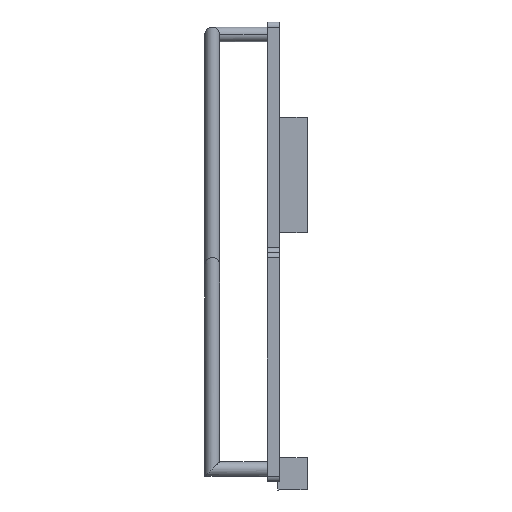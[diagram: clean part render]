
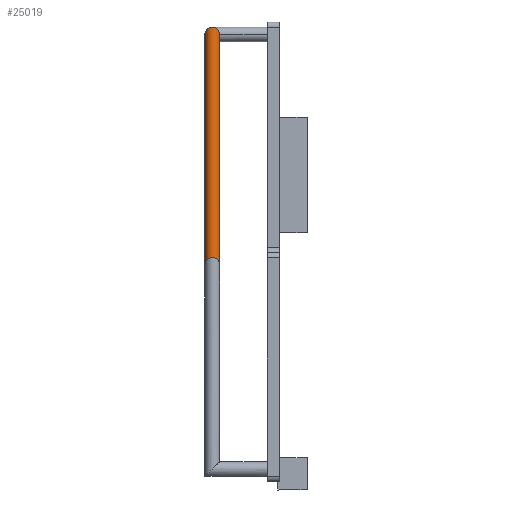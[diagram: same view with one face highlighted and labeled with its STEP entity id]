
A CAD part, left-side view. The second image highlights one B-rep face of the part: STEP entity #25019.
In plain terms, the highlighted cylindrical face has radius 3.505 mm (diameter 7.01 mm), a partial arc.
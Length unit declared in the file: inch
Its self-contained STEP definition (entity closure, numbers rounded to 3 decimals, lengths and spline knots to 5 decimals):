
#1954=CARTESIAN_POINT('',(-4.252,1.43683,8.607));
#1955=CARTESIAN_POINT('',(-4.25625,1.43683,8.61125));
#1956=CARTESIAN_POINT('',(-4.26468,1.43722,8.61968));
#1957=CARTESIAN_POINT('',(-4.27714,1.43894,8.63214));
#1958=CARTESIAN_POINT('',(-4.28923,1.44175,8.64423));
#1959=CARTESIAN_POINT('',(-4.30084,1.44557,8.65584));
#1960=CARTESIAN_POINT('',(-4.31192,1.45032,8.66692));
#1961=CARTESIAN_POINT('',(-4.32234,1.45591,8.67734));
#1962=CARTESIAN_POINT('',(-4.33197,1.46217,8.68697));
#1963=CARTESIAN_POINT('',(-4.34079,1.46899,8.69579));
#1964=CARTESIAN_POINT('',(-4.3488,1.47628,8.7038));
#1965=CARTESIAN_POINT('',(-4.35599,1.48391,8.71099));
#1966=CARTESIAN_POINT('',(-4.36237,1.49179,8.71737));
#1967=CARTESIAN_POINT('',(-4.36802,1.4999,8.72302));
#1968=CARTESIAN_POINT('',(-4.37294,1.50814,8.72794));
#1969=CARTESIAN_POINT('',(-4.37716,1.51646,8.73216));
#1970=CARTESIAN_POINT('',(-4.38071,1.52479,8.73571));
#1971=CARTESIAN_POINT('',(-4.38365,1.53315,8.73865));
#1972=CARTESIAN_POINT('',(-4.38601,1.54149,8.74101));
#1973=CARTESIAN_POINT('',(-4.38781,1.54985,8.74281));
#1974=CARTESIAN_POINT('',(-4.38908,1.55817,8.74408));
#1975=CARTESIAN_POINT('',(-4.38983,1.56651,8.74483));
#1976=CARTESIAN_POINT('',(-4.39008,1.57483,8.74508));
#1977=CARTESIAN_POINT('',(-4.38983,1.58314,8.74483));
#1978=CARTESIAN_POINT('',(-4.38908,1.59148,8.74408));
#1979=CARTESIAN_POINT('',(-4.38781,1.5998,8.74281));
#1980=CARTESIAN_POINT('',(-4.38601,1.60816,8.74101));
#1981=CARTESIAN_POINT('',(-4.38365,1.6165,8.73865));
#1982=CARTESIAN_POINT('',(-4.38071,1.62487,8.73571));
#1983=CARTESIAN_POINT('',(-4.37716,1.63319,8.73216));
#1984=CARTESIAN_POINT('',(-4.37294,1.64151,8.72794));
#1985=CARTESIAN_POINT('',(-4.36802,1.64975,8.72302));
#1986=CARTESIAN_POINT('',(-4.36237,1.65786,8.71737));
#1987=CARTESIAN_POINT('',(-4.35599,1.66574,8.71099));
#1988=CARTESIAN_POINT('',(-4.3488,1.67337,8.7038));
#1989=CARTESIAN_POINT('',(-4.34079,1.68066,8.69579));
#1990=CARTESIAN_POINT('',(-4.33197,1.68748,8.68697));
#1991=CARTESIAN_POINT('',(-4.32234,1.69374,8.67734));
#1992=CARTESIAN_POINT('',(-4.31192,1.69933,8.66692));
#1993=CARTESIAN_POINT('',(-4.30084,1.70408,8.65584));
#1994=CARTESIAN_POINT('',(-4.28923,1.7079,8.64423));
#1995=CARTESIAN_POINT('',(-4.27714,1.71071,8.63214));
#1996=CARTESIAN_POINT('',(-4.26468,1.71244,8.61968));
#1997=CARTESIAN_POINT('',(-4.25625,1.71283,8.61125));
#1998=CARTESIAN_POINT('',(-4.252,1.71283,8.607));
#2000=DIRECTION('',(0.,0.,-1.));
#2001=VECTOR('',#2000,4.354);
#2002=CARTESIAN_POINT('',(-4.252,1.43683,8.607));
#2003=LINE('',#2002,#2001);
#2050=DIRECTION('',(0.,0.,-1.));
#2051=VECTOR('',#2050,4.354);
#2052=CARTESIAN_POINT('',(-4.252,1.71283,8.607));
#2053=LINE('',#2052,#2051);
#2104=CARTESIAN_POINT('',(-4.252,1.43683,4.253));
#2105=CARTESIAN_POINT('',(-4.25625,1.43683,4.25725));
#2106=CARTESIAN_POINT('',(-4.2647,1.43722,4.2657));
#2107=CARTESIAN_POINT('',(-4.27721,1.43895,4.27821));
#2108=CARTESIAN_POINT('',(-4.28939,1.4418,4.29039));
#2109=CARTESIAN_POINT('',(-4.30109,1.44566,4.30209));
#2110=CARTESIAN_POINT('',(-4.31218,1.45045,4.31318));
#2111=CARTESIAN_POINT('',(-4.32256,1.45604,4.32356));
#2112=CARTESIAN_POINT('',(-4.33217,1.46231,4.33317));
#2113=CARTESIAN_POINT('',(-4.34099,1.46916,4.34199));
#2114=CARTESIAN_POINT('',(-4.34897,1.47645,4.34997));
#2115=CARTESIAN_POINT('',(-4.35616,1.4841,4.35716));
#2116=CARTESIAN_POINT('',(-4.36253,1.49199,4.36353));
#2117=CARTESIAN_POINT('',(-4.36814,1.50009,4.36914));
#2118=CARTESIAN_POINT('',(-4.37302,1.50828,4.37402));
#2119=CARTESIAN_POINT('',(-4.37721,1.51657,4.37821));
#2120=CARTESIAN_POINT('',(-4.38075,1.52488,4.38175));
#2121=CARTESIAN_POINT('',(-4.38368,1.53322,4.38468));
#2122=CARTESIAN_POINT('',(-4.38602,1.54155,4.38702));
#2123=CARTESIAN_POINT('',(-4.38781,1.54987,4.38881));
#2124=CARTESIAN_POINT('',(-4.38908,1.55821,4.39008));
#2125=CARTESIAN_POINT('',(-4.38983,1.56651,4.39083));
#2126=CARTESIAN_POINT('',(-4.39008,1.57483,4.39108));
#2127=CARTESIAN_POINT('',(-4.38983,1.58315,4.39083));
#2128=CARTESIAN_POINT('',(-4.38908,1.59144,4.39008));
#2129=CARTESIAN_POINT('',(-4.38781,1.59978,4.38881));
#2130=CARTESIAN_POINT('',(-4.38602,1.6081,4.38702));
#2131=CARTESIAN_POINT('',(-4.38367,1.61643,4.38467));
#2132=CARTESIAN_POINT('',(-4.38075,1.62478,4.38175));
#2133=CARTESIAN_POINT('',(-4.37721,1.63308,4.37821));
#2134=CARTESIAN_POINT('',(-4.37302,1.64137,4.37402));
#2135=CARTESIAN_POINT('',(-4.36814,1.64957,4.36914));
#2136=CARTESIAN_POINT('',(-4.36253,1.65766,4.36353));
#2137=CARTESIAN_POINT('',(-4.35615,1.66555,4.35715));
#2138=CARTESIAN_POINT('',(-4.34897,1.6732,4.34997));
#2139=CARTESIAN_POINT('',(-4.34099,1.68049,4.34199));
#2140=CARTESIAN_POINT('',(-4.33217,1.68734,4.33317));
#2141=CARTESIAN_POINT('',(-4.32256,1.69361,4.32356));
#2142=CARTESIAN_POINT('',(-4.31217,1.69921,4.31317));
#2143=CARTESIAN_POINT('',(-4.30109,1.70399,4.30209));
#2144=CARTESIAN_POINT('',(-4.28939,1.70786,4.29039));
#2145=CARTESIAN_POINT('',(-4.27721,1.7107,4.27821));
#2146=CARTESIAN_POINT('',(-4.2647,1.71243,4.2657));
#2147=CARTESIAN_POINT('',(-4.25625,1.71283,4.25725));
#2148=CARTESIAN_POINT('',(-4.252,1.71283,4.253));
#21868=VERTEX_POINT('',#1954);
#21869=VERTEX_POINT('',#1998);
#21884=CARTESIAN_POINT('',(-4.252,1.43683,4.253));
#21885=VERTEX_POINT('',#21884);
#21886=CARTESIAN_POINT('',(-4.252,1.71283,4.253));
#21887=VERTEX_POINT('',#21886);
#25005=CARTESIAN_POINT('',(-4.252,1.57483,8.607));
#25006=DIRECTION('',(0.,0.,-1.));
#25007=DIRECTION('',(0.,-1.,0.));
#25008=AXIS2_PLACEMENT_3D('',#25005,#25006,#25007);
#25009=CYLINDRICAL_SURFACE('',#25008,0.138);
#25010=ORIENTED_EDGE('',*,*,#24998,.F.);
#25012=ORIENTED_EDGE('',*,*,#25011,.T.);
#25014=ORIENTED_EDGE('',*,*,#25013,.T.);
#25016=ORIENTED_EDGE('',*,*,#25015,.F.);
#25017=EDGE_LOOP('',(#25010,#25012,#25014,#25016));
#25018=FACE_OUTER_BOUND('',#25017,.F.);
#25019=ADVANCED_FACE('',(#25018),#25009,.T.);
#1999=B_SPLINE_CURVE_WITH_KNOTS('',3,(#1954,#1955,#1956,#1957,#1958,#1959,#1960,
#1961,#1962,#1963,#1964,#1965,#1966,#1967,#1968,#1969,#1970,#1971,#1972,#1973,
#1974,#1975,#1976,#1977,#1978,#1979,#1980,#1981,#1982,#1983,#1984,#1985,#1986,
#1987,#1988,#1989,#1990,#1991,#1992,#1993,#1994,#1995,#1996,#1997,#1998),
.UNSPECIFIED.,.F.,.F.,(4,1,1,1,1,1,1,1,1,1,1,1,1,1,1,1,1,1,1,1,1,1,1,1,1,1,1,1,
1,1,1,1,1,1,1,1,1,1,1,1,1,1,4),(0.,0.02381,0.04762,
0.07143,0.09524,0.11905,0.14286,
0.16667,0.19048,0.21429,0.2381,
0.2619,0.28571,0.30952,0.33333,
0.35714,0.38095,0.40476,0.42857,
0.45238,0.47619,0.5,0.52381,0.54762,
0.57143,0.59524,0.61905,0.64286,
0.66667,0.69048,0.71429,0.7381,
0.7619,0.78571,0.80952,0.83333,
0.85714,0.88095,0.90476,0.92857,
0.95238,0.97619,1.),.UNSPECIFIED.);
#2149=B_SPLINE_CURVE_WITH_KNOTS('',3,(#2104,#2105,#2106,#2107,#2108,#2109,#2110,
#2111,#2112,#2113,#2114,#2115,#2116,#2117,#2118,#2119,#2120,#2121,#2122,#2123,
#2124,#2125,#2126,#2127,#2128,#2129,#2130,#2131,#2132,#2133,#2134,#2135,#2136,
#2137,#2138,#2139,#2140,#2141,#2142,#2143,#2144,#2145,#2146,#2147,#2148),
.UNSPECIFIED.,.F.,.F.,(4,1,1,1,1,1,1,1,1,1,1,1,1,1,1,1,1,1,1,1,1,1,1,1,1,1,1,1,
1,1,1,1,1,1,1,1,1,1,1,1,1,1,4),(0.,0.02381,0.04762,
0.07143,0.09524,0.11905,0.14286,
0.16667,0.19048,0.21429,0.2381,
0.2619,0.28571,0.30952,0.33333,
0.35714,0.38095,0.40476,0.42857,
0.45238,0.47619,0.5,0.52381,0.54762,
0.57143,0.59524,0.61905,0.64286,
0.66667,0.69048,0.71429,0.7381,
0.7619,0.78571,0.80952,0.83333,
0.85714,0.88095,0.90476,0.92857,
0.95238,0.97619,1.),.UNSPECIFIED.);
#24998=EDGE_CURVE('',#21868,#21869,#1999,.T.);
#25011=EDGE_CURVE('',#21868,#21885,#2003,.T.);
#25013=EDGE_CURVE('',#21885,#21887,#2149,.T.);
#25015=EDGE_CURVE('',#21869,#21887,#2053,.T.);
